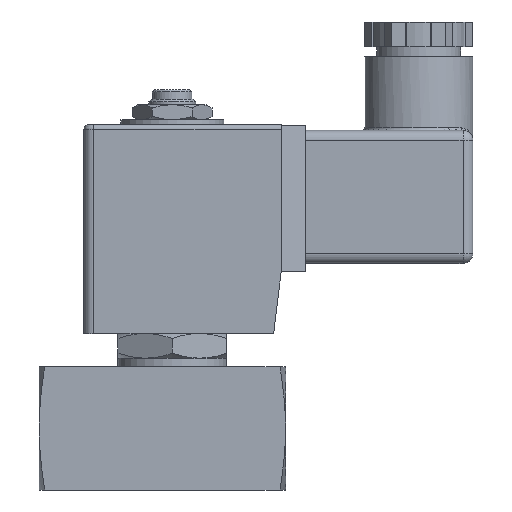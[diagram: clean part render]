
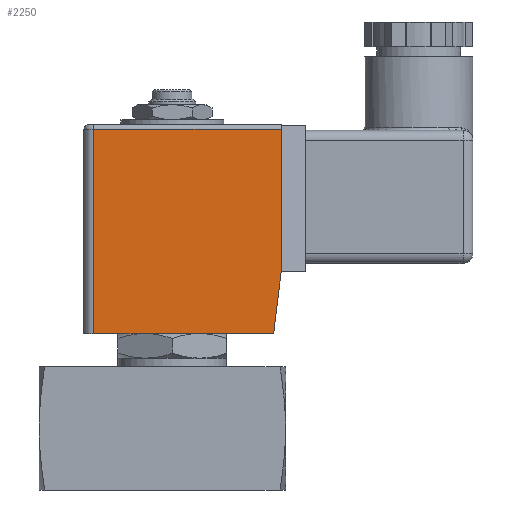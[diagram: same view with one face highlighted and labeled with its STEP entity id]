
A CAD part, front view. The second image highlights one B-rep face of the part: STEP entity #2250.
In plain terms, the highlighted planar face has unit normal (0, -1, 0).
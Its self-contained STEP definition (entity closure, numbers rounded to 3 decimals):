
#201=LINE('',#3717,#354);
#220=LINE('',#3779,#373);
#221=LINE('',#3782,#374);
#222=LINE('',#3784,#375);
#223=LINE('',#3785,#376);
#354=VECTOR('',#2919,36.479);
#373=VECTOR('',#2976,12.592);
#374=VECTOR('',#2979,28.9);
#375=VECTOR('',#2980,38.);
#376=VECTOR('',#2981,41.4);
#443=PLANE('',#2462);
#605=FACE_OUTER_BOUND('',#767,.T.);
#767=EDGE_LOOP('',(#1838,#1839,#1840,#1841,#1842));
#1064=VERTEX_POINT('',#3714);
#1065=VERTEX_POINT('',#3716);
#1089=VERTEX_POINT('',#3777);
#1090=VERTEX_POINT('',#3781);
#1091=VERTEX_POINT('',#3783);
#1322=EDGE_CURVE('',#1065,#1064,#201,.T.);
#1354=EDGE_CURVE('',#1064,#1089,#220,.T.);
#1355=EDGE_CURVE('',#1089,#1090,#221,.T.);
#1356=EDGE_CURVE('',#1091,#1090,#222,.T.);
#1357=EDGE_CURVE('',#1065,#1091,#223,.T.);
#1838=ORIENTED_EDGE('',*,*,#1354,.T.);
#1839=ORIENTED_EDGE('',*,*,#1355,.T.);
#1840=ORIENTED_EDGE('',*,*,#1356,.F.);
#1841=ORIENTED_EDGE('',*,*,#1357,.F.);
#1842=ORIENTED_EDGE('',*,*,#1322,.T.);
#2250=ADVANCED_FACE('',(#605),#443,.T.);
#2462=AXIS2_PLACEMENT_3D('',#3780,#2977,#2978);
#2919=DIRECTION('',(1.,0.,0.));
#2976=DIRECTION('',(0.121,0.,0.993));
#2977=DIRECTION('center_axis',(0.,-1.,0.));
#2978=DIRECTION('ref_axis',(0.,0.,1.));
#2979=DIRECTION('',(0.,0.,1.));
#2980=DIRECTION('',(1.,0.,0.));
#2981=DIRECTION('',(0.,0.,1.));
#3714=CARTESIAN_POINT('',(47.579,-5.5,31.75));
#3716=CARTESIAN_POINT('',(11.1,-5.5,31.75));
#3717=CARTESIAN_POINT('',(9.1,-5.5,31.75));
#3777=CARTESIAN_POINT('',(49.1,-5.5,44.25));
#3779=CARTESIAN_POINT('',(48.35,-5.5,38.091));
#3780=CARTESIAN_POINT('Origin',(49.1,-5.5,31.75));
#3781=CARTESIAN_POINT('',(49.1,-5.5,73.15));
#3782=CARTESIAN_POINT('',(49.1,-5.5,31.75));
#3783=CARTESIAN_POINT('',(11.1,-5.5,73.15));
#3784=CARTESIAN_POINT('',(39.1,-5.5,73.15));
#3785=CARTESIAN_POINT('',(11.1,-5.5,31.75));
